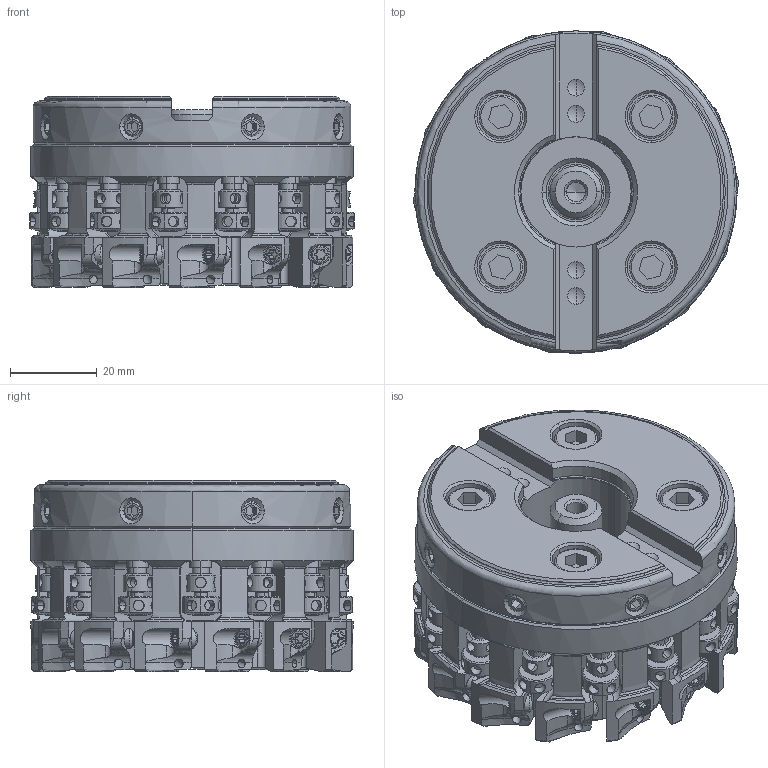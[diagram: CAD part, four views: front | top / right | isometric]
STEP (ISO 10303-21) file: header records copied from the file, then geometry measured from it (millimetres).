
FILE_DESCRIPTION(/* description */ (''),/* implementation_level */ '2;1');
FILE_NAME(/* name */ 'FMAXUR0314C.stp',/* time_stamp */ '2021-09-08T11:39:42+09:00',/* author */ (''),/* organization */ (''),/* preprocessor_version */ 'ST-DEVELOPER v16',/* originating_system */ 'SIEMENS PLM Software NX 10.0',/* authorisation */ '');
FILE_SCHEMA (('AUTOMOTIVE_DESIGN { 1 0 10303 214 3 1 1 1 }'));
Products named in the file (1): FMAXUR0314C_ASM
Bounding box: 74.8 x 74.2 x 44 mm (x, y, z)
Volume: 139641.7 mm3; surface area: 65449 mm2
Topology: 57 solids, 57 shells, 2557 faces, 6461 edges, 4265 vertices
Faces by surface type: cylinder 1146, plane 703, cone 464, torus 208, bspline 28, sphere 8
Entity records: 100269 total; most frequent: CARTESIAN_POINT 36343, DIRECTION 13409, ORIENTED_EDGE 12794, EDGE_CURVE 6397, AXIS2_PLACEMENT_3D 5478, VERTEX_POINT 4059, EDGE_LOOP 2878, CIRCLE 2702
